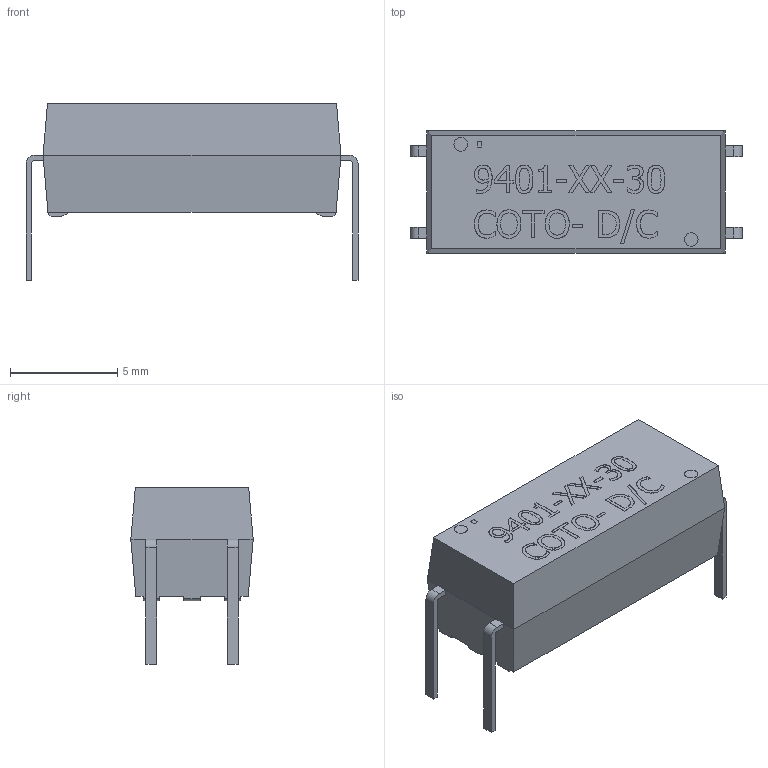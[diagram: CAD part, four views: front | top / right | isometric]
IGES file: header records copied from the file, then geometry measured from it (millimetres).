
Global section: file name: No Iges File Name specified; native system: Autodesk Inventor 2011; preprocessor: AutoDesk Inventor Iges Exporter R2011; author: odafonseca; date: 20120917.160513; units: inch
Bounding box: 15.51 x 5.71 x 8.26 mm (x, y, z)
Volume: 386 mm3; surface area: 379.8 mm2
Topology: 1 solids, 1 shells, 333 faces, 891 edges, 590 vertices
Faces by surface type: plane 172, bspline 142, revolution 12, cylinder 7
